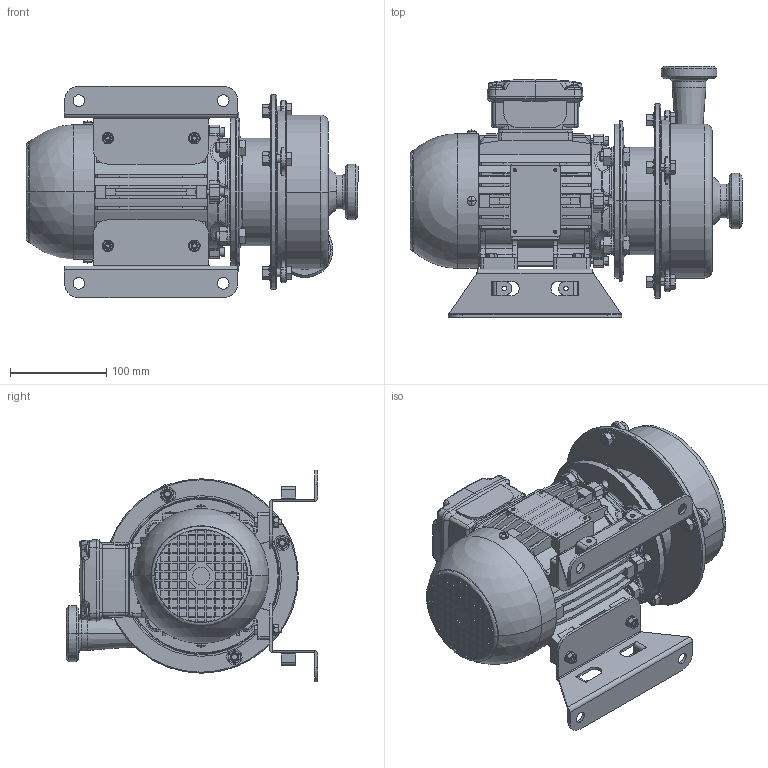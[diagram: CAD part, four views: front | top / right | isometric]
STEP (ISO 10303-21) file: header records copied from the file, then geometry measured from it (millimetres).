
FILE_DESCRIPTION (( 'STEP AP203' ), '1' );
FILE_NAME ('Ýëåêòðîíàñîñíûé àãðåãàò ÎÍÖ 1,5_20Ê5_0,75_2.STEP', '2016-04-19T21:30:31', ( '' ), ( '' ), 'SwSTEP 2.0', 'SolidWorks 2015', '' );
FILE_SCHEMA (( 'CONFIG_CONTROL_DESIGN' ));
Length unit declared in the file: millimetre
Products named in the file (19): Ôëàíåö ôîíàðÿ 1,5_20; Ãàéêà; 扻錪犩 1,5_20; ﾘ琺矜 ﾌ8; Áîëò Ì8; Ãàéêà Ì8; Êàñòðþëÿ (2) 1,5_20; 71_TOP; Êàñòðþëÿ (1) 1,5_20; 冓憵 1,5_20 (71); Îòâîä 1,5_20; ﾘ琺矜 ﾌ6; Áîëò Ì6; 砐鳱鍱 1,5_20; Ãàéêà Ì6; Áîëò Ì10; Ýëåêòðîíàñîñíûé àãðåãàò ÎÍÖ 1,5_20Ê5_0,75_2; 婜縺蹞 1,5_20; ﾘ琺矜
Assembly tree (47 placements, depth 2):
  Ýëåêòðîíàñîñíûé àãðåãàò ÎÍÖ 1,5_20Ê5_0,75_2
    Áîëò Ì6  x4
    Áîëò Ì10  x4
    ﾘ琺矜  x4
    Ãàéêà  x4
    ﾘ琺矜 ﾌ8  x4
    Ãàéêà Ì8  x4
    71_TOP
    冓憵 1,5_20 (71)  x2
    ﾘ琺矜 ﾌ6  x4
    Ãàéêà Ì6  x4
    婜縺蹞 1,5_20
    Ôëàíåö ôîíàðÿ 1,5_20
    扻錪犩 1,5_20
    Áîëò Ì8  x4
    Êàñòðþëÿ (2) 1,5_20
    Êàñòðþëÿ (1) 1,5_20
    Îòâîä 1,5_20
    砐鳱鍱 1,5_20  x2
Bounding box: 345 x 261 x 220 mm (x, y, z)
Volume: 3888150.7 mm3; surface area: 611963.4 mm2
Topology: 52 solids, 57 shells, 2791 faces, 6857 edges, 4293 vertices
Faces by surface type: plane 1376, cylinder 603, cone 507, torus 149, bspline 126, sphere 30
Entity records: 75223 total; most frequent: CARTESIAN_POINT 19575, ORIENTED_EDGE 11190, DIRECTION 10816, EDGE_CURVE 5595, AXIS2_PLACEMENT_3D 3799, VERTEX_POINT 3551, VECTOR 3218, LINE 3218
